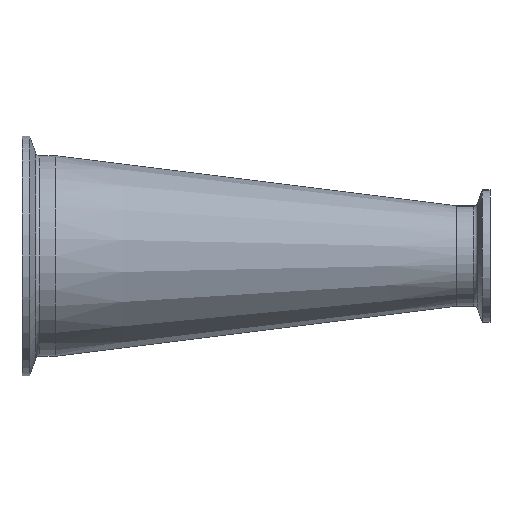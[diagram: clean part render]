
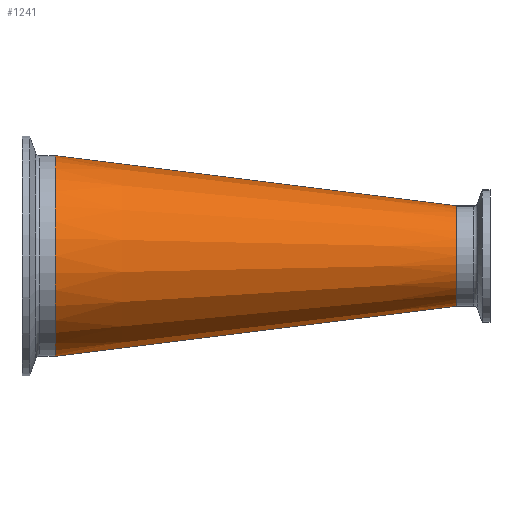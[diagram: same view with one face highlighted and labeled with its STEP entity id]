
A CAD part, left-side view. The second image highlights one B-rep face of the part: STEP entity #1241.
In plain terms, the highlighted conical face has half-angle 7.125 degrees and reference radius 19.05 mm.
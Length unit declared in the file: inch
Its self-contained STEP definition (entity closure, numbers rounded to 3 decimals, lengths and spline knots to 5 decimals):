
#24 = DIRECTION ( 'NONE',  ( 0., 0., 1. ) ) ;
#52 = VECTOR ( 'NONE', #340, 39.37008 ) ;
#81 = VERTEX_POINT ( 'NONE', #1320 ) ;
#85 = CIRCLE ( 'NONE', #1576, 1.5 ) ;
#149 = EDGE_CURVE ( 'NONE', #955, #940, #1217, .T. ) ;
#292 = EDGE_LOOP ( 'NONE', ( #430, #1527, #928, #1134 ) ) ;
#297 = CARTESIAN_POINT ( 'NONE',  ( 0., 0., -0.75 ) ) ;
#302 = DIRECTION ( 'NONE',  ( 0., 1., 0. ) ) ;
#314 = AXIS2_PLACEMENT_3D ( 'NONE', #455, #555, #1215 ) ;
#340 = DIRECTION ( 'NONE',  ( 0., 0.992, -0.124 ) ) ;
#420 = DIRECTION ( 'NONE',  ( 0., 0.992, 0.124 ) ) ;
#430 = ORIENTED_EDGE ( 'NONE', *, *, #1245, .F. ) ;
#455 = CARTESIAN_POINT ( 'NONE',  ( 0., 0., 0. ) ) ;
#555 = DIRECTION ( 'NONE',  ( 0., 1., 0. ) ) ;
#717 = FACE_OUTER_BOUND ( 'NONE', #292, .T. ) ;
#829 = VECTOR ( 'NONE', #420, 39.37008 ) ;
#868 = LINE ( 'NONE', #1454, #829 ) ;
#917 = CARTESIAN_POINT ( 'NONE',  ( 0., 0., -0.75 ) ) ;
#928 = ORIENTED_EDGE ( 'NONE', *, *, #1448, .T. ) ;
#940 = VERTEX_POINT ( 'NONE', #1555 ) ;
#955 = VERTEX_POINT ( 'NONE', #917 ) ;
#963 = DIRECTION ( 'NONE',  ( 0., 0., 1. ) ) ;
#1068 = CARTESIAN_POINT ( 'NONE',  ( 0., 0., 0. ) ) ;
#1079 = DIRECTION ( 'NONE',  ( 0., 1., 0. ) ) ;
#1134 = ORIENTED_EDGE ( 'NONE', *, *, #1688, .F. ) ;
#1215 = DIRECTION ( 'NONE',  ( 0., 0., 1. ) ) ;
#1217 = CIRCLE ( 'NONE', #1501, 0.75 ) ;
#1221 = CARTESIAN_POINT ( 'NONE',  ( 0., 6., 0. ) ) ;
#1241 = ADVANCED_FACE ( 'NONE', ( #717 ), #1534, .T. ) ;
#1245 = EDGE_CURVE ( 'NONE', #955, #1407, #1598, .T. ) ;
#1320 = CARTESIAN_POINT ( 'NONE',  ( 0., 6., 1.5 ) ) ;
#1407 = VERTEX_POINT ( 'NONE', #1573 ) ;
#1448 = EDGE_CURVE ( 'NONE', #940, #81, #868, .T. ) ;
#1454 = CARTESIAN_POINT ( 'NONE',  ( 0., 0., 0.75 ) ) ;
#1501 = AXIS2_PLACEMENT_3D ( 'NONE', #1068, #1079, #24 ) ;
#1527 = ORIENTED_EDGE ( 'NONE', *, *, #149, .T. ) ;
#1534 = CONICAL_SURFACE ( 'NONE', #314, 0.75, 0.124 ) ;
#1555 = CARTESIAN_POINT ( 'NONE',  ( 0., 0., 0.75 ) ) ;
#1573 = CARTESIAN_POINT ( 'NONE',  ( 0., 6., -1.5 ) ) ;
#1576 = AXIS2_PLACEMENT_3D ( 'NONE', #1221, #302, #963 ) ;
#1598 = LINE ( 'NONE', #297, #52 ) ;
#1688 = EDGE_CURVE ( 'NONE', #1407, #81, #85, .T. ) ;
